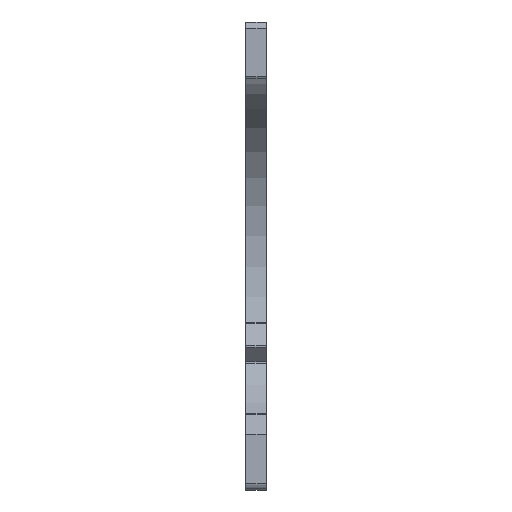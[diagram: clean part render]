
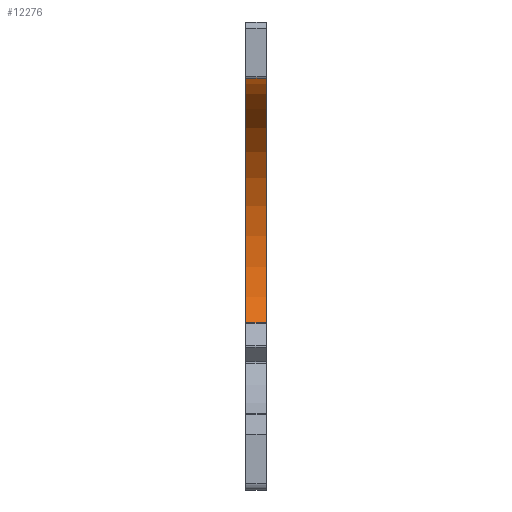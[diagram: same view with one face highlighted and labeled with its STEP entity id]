
A CAD part, left-side view. The second image highlights one B-rep face of the part: STEP entity #12276.
In plain terms, the highlighted cylindrical face has radius 25.538 mm (diameter 51.076 mm), a partial arc.
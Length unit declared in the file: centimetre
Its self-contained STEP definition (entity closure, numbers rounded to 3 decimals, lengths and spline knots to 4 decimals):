
#354=CYLINDRICAL_SURFACE('',#2099,2.5538);
#693=CIRCLE('',#1356,2.5538);
#698=CIRCLE('',#1362,2.5538);
#1356=AXIS2_PLACEMENT_3D('',#13443,#4207,#4208);
#1362=AXIS2_PLACEMENT_3D('',#13747,#4225,#4226);
#2099=AXIS2_PLACEMENT_3D('',#15437,#6113,#6114);
#2818=VECTOR('',#6112,1.);
#2819=VECTOR('',#6115,1.);
#3438=LINE('',#15436,#2818);
#3439=LINE('',#15438,#2819);
#4207=DIRECTION('',(0.,1.,0.));
#4208=DIRECTION('',(2.554,0.,0.));
#4225=DIRECTION('',(0.,1.,0.));
#4226=DIRECTION('',(2.554,0.,0.));
#6112=DIRECTION('',(0.,1.,0.));
#6113=DIRECTION('',(0.,1.,0.));
#6114=DIRECTION('',(2.554,0.,0.));
#6115=DIRECTION('',(0.,1.,0.));
#6589=VERTEX_POINT('',#13442);
#6590=VERTEX_POINT('',#13444);
#6604=VERTEX_POINT('',#13746);
#6605=VERTEX_POINT('',#13748);
#7473=EDGE_CURVE('',#6590,#6589,#693,.T.);
#7491=EDGE_CURVE('',#6604,#6605,#698,.T.);
#8322=EDGE_CURVE('',#6604,#6590,#3438,.T.);
#8323=EDGE_CURVE('',#6605,#6589,#3439,.T.);
#10862=ORIENTED_EDGE('',*,*,#7473,.T.);
#10863=ORIENTED_EDGE('',*,*,#8323,.F.);
#10864=ORIENTED_EDGE('',*,*,#7491,.F.);
#10865=ORIENTED_EDGE('',*,*,#8322,.T.);
#11378=EDGE_LOOP('',(#10862,#10863,#10864,#10865));
#11840=FACE_BOUND('',#11378,.T.);
#12276=ADVANCED_FACE('',(#11840),#354,.F.);
#13442=CARTESIAN_POINT('',(2.3501,0.3,-0.9995));
#13443=CARTESIAN_POINT('',(0.,0.3,0.));
#13444=CARTESIAN_POINT('',(-0.2118,0.3,2.545));
#13746=CARTESIAN_POINT('',(-0.2118,0.,2.545));
#13747=CARTESIAN_POINT('',(0.,0.,0.));
#13748=CARTESIAN_POINT('',(2.3501,0.,-0.9995));
#15436=CARTESIAN_POINT('',(-0.2118,0.,2.545));
#15437=CARTESIAN_POINT('',(0.,0.,0.));
#15438=CARTESIAN_POINT('',(2.3501,0.,-0.9995));
